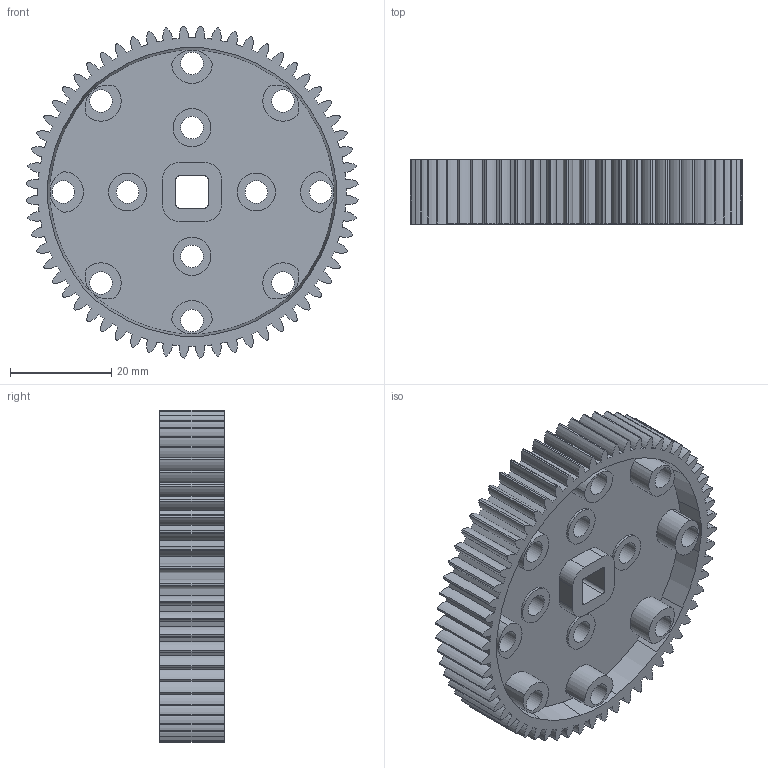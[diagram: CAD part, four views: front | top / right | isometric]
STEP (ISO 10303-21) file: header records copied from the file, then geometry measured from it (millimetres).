
FILE_DESCRIPTION(/* description */ (''),/* implementation_level */ '2;1');
FILE_NAME(/* name */ 'High Strength 60-Tooth Gear_MIR.ipt.step',/* time_stamp */ '2020-04-16T22:56:24-04:00',/* author */ ('Jordan'),/* organization */ (''),/* preprocessor_version */ 'ST-DEVELOPER v17',/* originating_system */ 'Autodesk Inventor 2019',/* authorisation */ '');
FILE_SCHEMA (('AP203_CONFIGURATION_CONTROLLED_3D_DESIGN_OF_MECHANICAL_PARTS_AND_ASSEMBLIES_MIM_LF { 1 0 10303 203 3 1 4 }','AUTOMOTIVE_DESIGN { 1 0 10303 214 3 1 1 }'));
Length unit declared in the file: inch
Products named in the file (1): High Strength 60-Tooth Gear_MIR
Bounding box: 65.54 x 12.7 x 65.54 mm (x, y, z)
Volume: 15541.2 mm3; surface area: 16780.5 mm2
Topology: 1 solids, 1 shells, 378 faces, 1084 edges, 736 vertices
Faces by surface type: cylinder 304, plane 42, cone 32
Full cylindrical faces by diameter (mm): 4.445 x12, 7.5 x8
Entity records: 13331 total; most frequent: DIRECTION 2554, CARTESIAN_POINT 2199, ORIENTED_EDGE 2168, AXIS2_PLACEMENT_3D 1091, EDGE_CURVE 1084, VERTEX_POINT 736, CIRCLE 712, EDGE_LOOP 432
